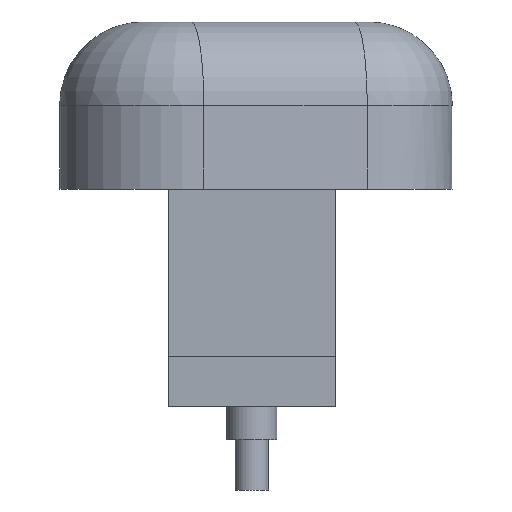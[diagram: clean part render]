
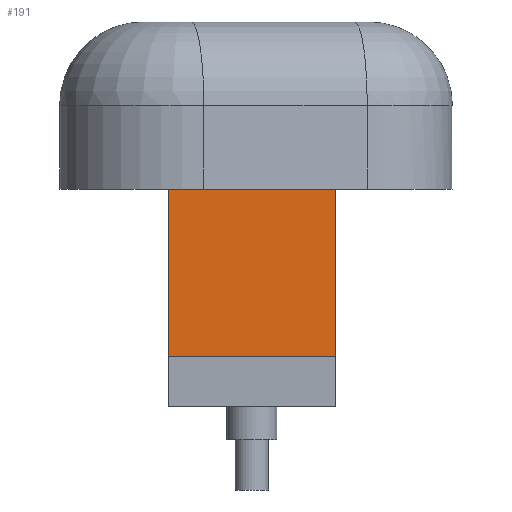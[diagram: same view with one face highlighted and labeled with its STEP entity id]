
A CAD part, front view. The second image highlights one B-rep face of the part: STEP entity #191.
In plain terms, the highlighted planar face has unit normal (0, -1, 0).
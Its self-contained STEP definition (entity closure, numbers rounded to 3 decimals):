
#39 = CARTESIAN_POINT ( 'NONE',  ( -1., -1.5, 0. ) ) ;
#54 = VERTEX_POINT ( 'NONE', #347 ) ;
#69 = VECTOR ( 'NONE', #525, 1000. ) ;
#79 = AXIS2_PLACEMENT_3D ( 'NONE', #211, #399, #527 ) ;
#92 = EDGE_CURVE ( 'NONE', #489, #353, #610, .T. ) ;
#113 = CARTESIAN_POINT ( 'NONE',  ( -1., -1.5, -10. ) ) ;
#191 = ADVANCED_FACE ( 'NONE', ( #523 ), #206, .F. ) ;
#206 = PLANE ( 'NONE',  #79 ) ;
#211 = CARTESIAN_POINT ( 'NONE',  ( -1., -1.5, -10. ) ) ;
#228 = LINE ( 'NONE', #277, #69 ) ;
#273 = CARTESIAN_POINT ( 'NONE',  ( -1., -1.5, -10. ) ) ;
#277 = CARTESIAN_POINT ( 'NONE',  ( 9., -1.5, -10. ) ) ;
#297 = VECTOR ( 'NONE', #624, 1000. ) ;
#339 = CARTESIAN_POINT ( 'NONE',  ( -1., -1.5, -10. ) ) ;
#347 = CARTESIAN_POINT ( 'NONE',  ( 9., -1.5, 0. ) ) ;
#353 = VERTEX_POINT ( 'NONE', #39 ) ;
#381 = LINE ( 'NONE', #435, #463 ) ;
#399 = DIRECTION ( 'NONE',  ( 0., 1., 0. ) ) ;
#435 = CARTESIAN_POINT ( 'NONE',  ( -1., -1.5, 0. ) ) ;
#447 = ORIENTED_EDGE ( 'NONE', *, *, #92, .F. ) ;
#456 = EDGE_CURVE ( 'NONE', #510, #54, #228, .T. ) ;
#463 = VECTOR ( 'NONE', #573, 1000. ) ;
#489 = VERTEX_POINT ( 'NONE', #273 ) ;
#500 = EDGE_LOOP ( 'NONE', ( #599, #447, #531, #692 ) ) ;
#510 = VERTEX_POINT ( 'NONE', #691 ) ;
#523 = FACE_OUTER_BOUND ( 'NONE', #500, .T. ) ;
#525 = DIRECTION ( 'NONE',  ( 0., 0., 1. ) ) ;
#527 = DIRECTION ( 'NONE',  ( -1., 0., 0. ) ) ;
#528 = EDGE_CURVE ( 'NONE', #54, #353, #381, .T. ) ;
#531 = ORIENTED_EDGE ( 'NONE', *, *, #794, .F. ) ;
#573 = DIRECTION ( 'NONE',  ( -1., 0., 0. ) ) ;
#589 = DIRECTION ( 'NONE',  ( -1., 0., 0. ) ) ;
#599 = ORIENTED_EDGE ( 'NONE', *, *, #528, .T. ) ;
#610 = LINE ( 'NONE', #113, #297 ) ;
#624 = DIRECTION ( 'NONE',  ( 0., 0., 1. ) ) ;
#651 = LINE ( 'NONE', #339, #754 ) ;
#691 = CARTESIAN_POINT ( 'NONE',  ( 9., -1.5, -10. ) ) ;
#692 = ORIENTED_EDGE ( 'NONE', *, *, #456, .T. ) ;
#754 = VECTOR ( 'NONE', #589, 1000. ) ;
#794 = EDGE_CURVE ( 'NONE', #510, #489, #651, .T. ) ;
